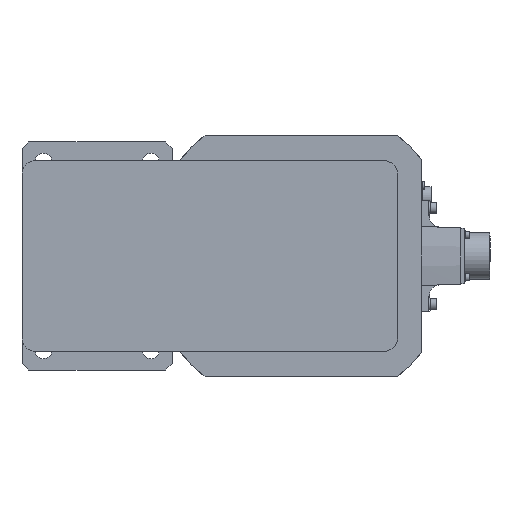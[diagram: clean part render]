
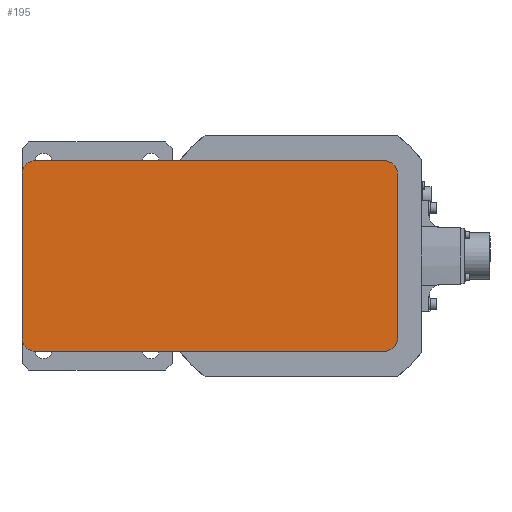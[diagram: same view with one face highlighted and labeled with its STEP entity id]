
A CAD part, front view. The second image highlights one B-rep face of the part: STEP entity #195.
In plain terms, the highlighted face is planar.
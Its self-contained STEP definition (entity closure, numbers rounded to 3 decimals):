
#195 = ADVANCED_FACE ( 'NONE', ( #29230 ), #22124, .T. ) ;
#235 = VERTEX_POINT ( 'NONE', #28770 ) ;
#485 = VECTOR ( 'NONE', #8428, 1000. ) ;
#748 = ORIENTED_EDGE ( 'NONE', *, *, #29412, .T. ) ;
#978 = CARTESIAN_POINT ( 'NONE',  ( 61., 46., -163. ) ) ;
#1041 = DIRECTION ( 'NONE',  ( 0., 0., -1. ) ) ;
#1046 = CARTESIAN_POINT ( 'NONE',  ( 61., -224.001, -163. ) ) ;
#1426 = EDGE_CURVE ( 'NONE', #235, #11641, #3442, .T. ) ;
#1493 = DIRECTION ( 'NONE',  ( -1., 0., 0. ) ) ;
#2156 = VERTEX_POINT ( 'NONE', #11255 ) ;
#2192 = DIRECTION ( 'NONE',  ( -1., 0., 0. ) ) ;
#2787 = EDGE_CURVE ( 'NONE', #18115, #22567, #12229, .T. ) ;
#2870 = CARTESIAN_POINT ( 'NONE',  ( -61., -224.001, -163. ) ) ;
#3130 = ORIENTED_EDGE ( 'NONE', *, *, #2787, .T. ) ;
#3442 = CIRCLE ( 'NONE', #7421, 10.001 ) ;
#5346 = EDGE_CURVE ( 'NONE', #15986, #235, #26547, .T. ) ;
#5477 = DIRECTION ( 'NONE',  ( -1., 0., 0. ) ) ;
#6697 = CARTESIAN_POINT ( 'NONE',  ( -61., -214., -163. ) ) ;
#7421 = AXIS2_PLACEMENT_3D ( 'NONE', #978, #22377, #5477 ) ;
#7865 = AXIS2_PLACEMENT_3D ( 'NONE', #19781, #1041, #17018 ) ;
#8240 = VERTEX_POINT ( 'NONE', #28150 ) ;
#8428 = DIRECTION ( 'NONE',  ( 0., 1., 0. ) ) ;
#9239 = CARTESIAN_POINT ( 'NONE',  ( 71.001, 46., -163. ) ) ;
#9508 = ORIENTED_EDGE ( 'NONE', *, *, #28463, .T. ) ;
#11063 = ORIENTED_EDGE ( 'NONE', *, *, #16493, .T. ) ;
#11255 = CARTESIAN_POINT ( 'NONE',  ( -71.001, -214., -163. ) ) ;
#11641 = VERTEX_POINT ( 'NONE', #22043 ) ;
#12229 = CIRCLE ( 'NONE', #12727, 10.001 ) ;
#12722 = ORIENTED_EDGE ( 'NONE', *, *, #5346, .T. ) ;
#12727 = AXIS2_PLACEMENT_3D ( 'NONE', #13890, #22888, #23032 ) ;
#12830 = LINE ( 'NONE', #1046, #24810 ) ;
#12884 = AXIS2_PLACEMENT_3D ( 'NONE', #6697, #13971, #2192 ) ;
#12910 = ORIENTED_EDGE ( 'NONE', *, *, #14517, .T. ) ;
#13028 = ORIENTED_EDGE ( 'NONE', *, *, #1426, .T. ) ;
#13890 = CARTESIAN_POINT ( 'NONE',  ( 61., -214., -163. ) ) ;
#13971 = DIRECTION ( 'NONE',  ( 0., 0., -1. ) ) ;
#14517 = EDGE_CURVE ( 'NONE', #11641, #18115, #21165, .T. ) ;
#14738 = EDGE_LOOP ( 'NONE', ( #3130, #748, #9508, #11063, #28767, #12722, #13028, #12910 ) ) ;
#15986 = VERTEX_POINT ( 'NONE', #27634 ) ;
#16299 = EDGE_CURVE ( 'NONE', #8240, #15986, #21259, .T. ) ;
#16493 = EDGE_CURVE ( 'NONE', #2156, #8240, #24987, .T. ) ;
#16818 = AXIS2_PLACEMENT_3D ( 'NONE', #25935, #21288, #28557 ) ;
#17018 = DIRECTION ( 'NONE',  ( -1., 0., 0. ) ) ;
#17723 = DIRECTION ( 'NONE',  ( 1., 0., 0. ) ) ;
#18115 = VERTEX_POINT ( 'NONE', #24325 ) ;
#18682 = DIRECTION ( 'NONE',  ( 0., -1., 0. ) ) ;
#19781 = CARTESIAN_POINT ( 'NONE',  ( 61., -214., -163. ) ) ;
#21165 = LINE ( 'NONE', #9239, #28547 ) ;
#21259 = CIRCLE ( 'NONE', #16818, 10.001 ) ;
#21288 = DIRECTION ( 'NONE',  ( 0., 0., -1. ) ) ;
#22043 = CARTESIAN_POINT ( 'NONE',  ( 71.001, 46., -163. ) ) ;
#22124 = PLANE ( 'NONE',  #7865 ) ;
#22377 = DIRECTION ( 'NONE',  ( 0., 0., -1. ) ) ;
#22567 = VERTEX_POINT ( 'NONE', #25395 ) ;
#22714 = VECTOR ( 'NONE', #17723, 1000. ) ;
#22888 = DIRECTION ( 'NONE',  ( 0., 0., -1. ) ) ;
#23032 = DIRECTION ( 'NONE',  ( -1., 0., 0. ) ) ;
#23041 = VERTEX_POINT ( 'NONE', #2870 ) ;
#24325 = CARTESIAN_POINT ( 'NONE',  ( 71.001, -214., -163. ) ) ;
#24387 = CARTESIAN_POINT ( 'NONE',  ( -61., 56.001, -163. ) ) ;
#24685 = CARTESIAN_POINT ( 'NONE',  ( -71.001, -214., -163. ) ) ;
#24810 = VECTOR ( 'NONE', #1493, 1000. ) ;
#24987 = LINE ( 'NONE', #24685, #485 ) ;
#25395 = CARTESIAN_POINT ( 'NONE',  ( 61., -224.001, -163. ) ) ;
#25935 = CARTESIAN_POINT ( 'NONE',  ( -61., 46., -163. ) ) ;
#26547 = LINE ( 'NONE', #24387, #22714 ) ;
#27634 = CARTESIAN_POINT ( 'NONE',  ( -61., 56.001, -163. ) ) ;
#27709 = CIRCLE ( 'NONE', #12884, 10.001 ) ;
#28150 = CARTESIAN_POINT ( 'NONE',  ( -71.001, 46., -163. ) ) ;
#28463 = EDGE_CURVE ( 'NONE', #23041, #2156, #27709, .T. ) ;
#28547 = VECTOR ( 'NONE', #18682, 1000. ) ;
#28557 = DIRECTION ( 'NONE',  ( -1., 0., 0. ) ) ;
#28767 = ORIENTED_EDGE ( 'NONE', *, *, #16299, .T. ) ;
#28770 = CARTESIAN_POINT ( 'NONE',  ( 61., 56.001, -163. ) ) ;
#29230 = FACE_OUTER_BOUND ( 'NONE', #14738, .T. ) ;
#29412 = EDGE_CURVE ( 'NONE', #22567, #23041, #12830, .T. ) ;
